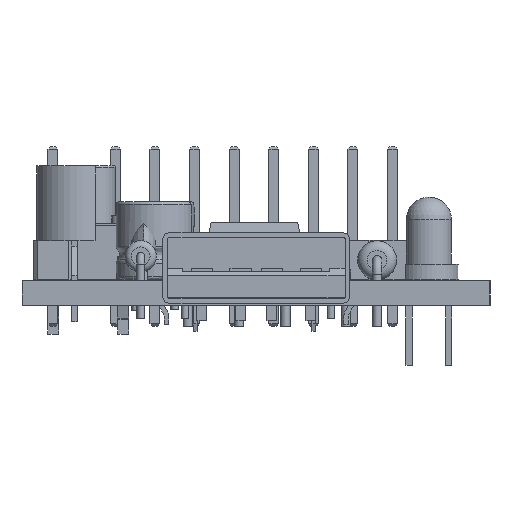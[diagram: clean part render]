
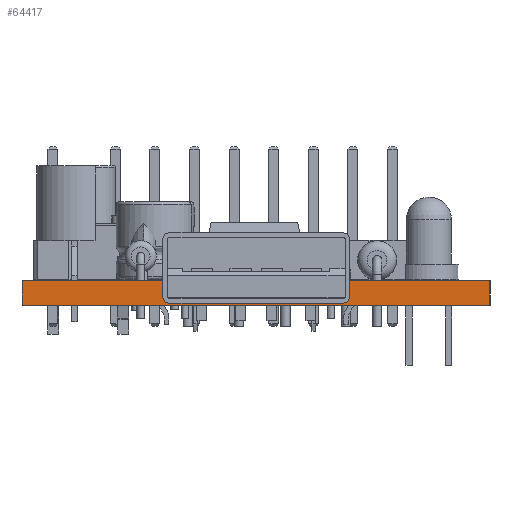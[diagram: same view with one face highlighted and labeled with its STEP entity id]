
A CAD part, left-side view. The second image highlights one B-rep face of the part: STEP entity #64417.
In plain terms, the highlighted planar face has unit normal (-1, 0, 0).
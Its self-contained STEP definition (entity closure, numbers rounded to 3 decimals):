
#64417 = ADVANCED_FACE('',(#64418),#64432,.F.);
#64418 = FACE_BOUND('',#64419,.F.);
#64419 = EDGE_LOOP('',(#64420,#64455,#64483,#64511));
#64420 = ORIENTED_EDGE('',*,*,#64421,.T.);
#64421 = EDGE_CURVE('',#64422,#64424,#64426,.T.);
#64422 = VERTEX_POINT('',#64423);
#64423 = CARTESIAN_POINT('',(122.967,-89.989,0.));
#64424 = VERTEX_POINT('',#64425);
#64425 = CARTESIAN_POINT('',(122.967,-89.989,1.6));
#64426 = SURFACE_CURVE('',#64427,(#64431,#64443),.PCURVE_S1.);
#64427 = LINE('',#64428,#64429);
#64428 = CARTESIAN_POINT('',(122.967,-89.989,0.));
#64429 = VECTOR('',#64430,1.);
#64430 = DIRECTION('',(0.,0.,1.));
#64431 = PCURVE('',#64432,#64437);
#64432 = PLANE('',#64433);
#64433 = AXIS2_PLACEMENT_3D('',#64434,#64435,#64436);
#64434 = CARTESIAN_POINT('',(122.967,-89.989,0.));
#64435 = DIRECTION('',(1.,0.,-0.));
#64436 = DIRECTION('',(0.,-1.,0.));
#64437 = DEFINITIONAL_REPRESENTATION('',(#64438),#64442);
#64438 = LINE('',#64439,#64440);
#64439 = CARTESIAN_POINT('',(0.,0.));
#64440 = VECTOR('',#64441,1.);
#64441 = DIRECTION('',(0.,-1.));
#64442 = ( GEOMETRIC_REPRESENTATION_CONTEXT(2) 
PARAMETRIC_REPRESENTATION_CONTEXT() REPRESENTATION_CONTEXT('2D SPACE',''
  ) );
#64443 = PCURVE('',#64444,#64449);
#64444 = PLANE('',#64445);
#64445 = AXIS2_PLACEMENT_3D('',#64446,#64447,#64448);
#64446 = CARTESIAN_POINT('',(174.035,-89.989,0.));
#64447 = DIRECTION('',(0.,-1.,0.));
#64448 = DIRECTION('',(-1.,0.,0.));
#64449 = DEFINITIONAL_REPRESENTATION('',(#64450),#64454);
#64450 = LINE('',#64451,#64452);
#64451 = CARTESIAN_POINT('',(51.068,0.));
#64452 = VECTOR('',#64453,1.);
#64453 = DIRECTION('',(0.,-1.));
#64454 = ( GEOMETRIC_REPRESENTATION_CONTEXT(2) 
PARAMETRIC_REPRESENTATION_CONTEXT() REPRESENTATION_CONTEXT('2D SPACE',''
  ) );
#64455 = ORIENTED_EDGE('',*,*,#64456,.T.);
#64456 = EDGE_CURVE('',#64424,#64457,#64459,.T.);
#64457 = VERTEX_POINT('',#64458);
#64458 = CARTESIAN_POINT('',(122.967,-120.019,1.6));
#64459 = SURFACE_CURVE('',#64460,(#64464,#64471),.PCURVE_S1.);
#64460 = LINE('',#64461,#64462);
#64461 = CARTESIAN_POINT('',(122.967,-89.989,1.6));
#64462 = VECTOR('',#64463,1.);
#64463 = DIRECTION('',(0.,-1.,0.));
#64464 = PCURVE('',#64432,#64465);
#64465 = DEFINITIONAL_REPRESENTATION('',(#64466),#64470);
#64466 = LINE('',#64467,#64468);
#64467 = CARTESIAN_POINT('',(0.,-1.6));
#64468 = VECTOR('',#64469,1.);
#64469 = DIRECTION('',(1.,0.));
#64470 = ( GEOMETRIC_REPRESENTATION_CONTEXT(2) 
PARAMETRIC_REPRESENTATION_CONTEXT() REPRESENTATION_CONTEXT('2D SPACE',''
  ) );
#64471 = PCURVE('',#64472,#64477);
#64472 = PLANE('',#64473);
#64473 = AXIS2_PLACEMENT_3D('',#64474,#64475,#64476);
#64474 = CARTESIAN_POINT('',(148.501,-105.004,1.6));
#64475 = DIRECTION('',(0.,0.,1.));
#64476 = DIRECTION('',(1.,0.,-0.));
#64477 = DEFINITIONAL_REPRESENTATION('',(#64478),#64482);
#64478 = LINE('',#64479,#64480);
#64479 = CARTESIAN_POINT('',(-25.534,15.015));
#64480 = VECTOR('',#64481,1.);
#64481 = DIRECTION('',(0.,-1.));
#64482 = ( GEOMETRIC_REPRESENTATION_CONTEXT(2) 
PARAMETRIC_REPRESENTATION_CONTEXT() REPRESENTATION_CONTEXT('2D SPACE',''
  ) );
#64483 = ORIENTED_EDGE('',*,*,#64484,.F.);
#64484 = EDGE_CURVE('',#64485,#64457,#64487,.T.);
#64485 = VERTEX_POINT('',#64486);
#64486 = CARTESIAN_POINT('',(122.967,-120.019,0.));
#64487 = SURFACE_CURVE('',#64488,(#64492,#64499),.PCURVE_S1.);
#64488 = LINE('',#64489,#64490);
#64489 = CARTESIAN_POINT('',(122.967,-120.019,0.));
#64490 = VECTOR('',#64491,1.);
#64491 = DIRECTION('',(0.,0.,1.));
#64492 = PCURVE('',#64432,#64493);
#64493 = DEFINITIONAL_REPRESENTATION('',(#64494),#64498);
#64494 = LINE('',#64495,#64496);
#64495 = CARTESIAN_POINT('',(30.03,0.));
#64496 = VECTOR('',#64497,1.);
#64497 = DIRECTION('',(0.,-1.));
#64498 = ( GEOMETRIC_REPRESENTATION_CONTEXT(2) 
PARAMETRIC_REPRESENTATION_CONTEXT() REPRESENTATION_CONTEXT('2D SPACE',''
  ) );
#64499 = PCURVE('',#64500,#64505);
#64500 = PLANE('',#64501);
#64501 = AXIS2_PLACEMENT_3D('',#64502,#64503,#64504);
#64502 = CARTESIAN_POINT('',(122.967,-120.019,0.));
#64503 = DIRECTION('',(0.,1.,0.));
#64504 = DIRECTION('',(1.,0.,0.));
#64505 = DEFINITIONAL_REPRESENTATION('',(#64506),#64510);
#64506 = LINE('',#64507,#64508);
#64507 = CARTESIAN_POINT('',(0.,0.));
#64508 = VECTOR('',#64509,1.);
#64509 = DIRECTION('',(0.,-1.));
#64510 = ( GEOMETRIC_REPRESENTATION_CONTEXT(2) 
PARAMETRIC_REPRESENTATION_CONTEXT() REPRESENTATION_CONTEXT('2D SPACE',''
  ) );
#64511 = ORIENTED_EDGE('',*,*,#64512,.F.);
#64512 = EDGE_CURVE('',#64422,#64485,#64513,.T.);
#64513 = SURFACE_CURVE('',#64514,(#64518,#64525),.PCURVE_S1.);
#64514 = LINE('',#64515,#64516);
#64515 = CARTESIAN_POINT('',(122.967,-89.989,0.));
#64516 = VECTOR('',#64517,1.);
#64517 = DIRECTION('',(0.,-1.,0.));
#64518 = PCURVE('',#64432,#64519);
#64519 = DEFINITIONAL_REPRESENTATION('',(#64520),#64524);
#64520 = LINE('',#64521,#64522);
#64521 = CARTESIAN_POINT('',(0.,0.));
#64522 = VECTOR('',#64523,1.);
#64523 = DIRECTION('',(1.,0.));
#64524 = ( GEOMETRIC_REPRESENTATION_CONTEXT(2) 
PARAMETRIC_REPRESENTATION_CONTEXT() REPRESENTATION_CONTEXT('2D SPACE',''
  ) );
#64525 = PCURVE('',#64526,#64531);
#64526 = PLANE('',#64527);
#64527 = AXIS2_PLACEMENT_3D('',#64528,#64529,#64530);
#64528 = CARTESIAN_POINT('',(148.501,-105.004,0.));
#64529 = DIRECTION('',(0.,0.,1.));
#64530 = DIRECTION('',(1.,0.,-0.));
#64531 = DEFINITIONAL_REPRESENTATION('',(#64532),#64536);
#64532 = LINE('',#64533,#64534);
#64533 = CARTESIAN_POINT('',(-25.534,15.015));
#64534 = VECTOR('',#64535,1.);
#64535 = DIRECTION('',(0.,-1.));
#64536 = ( GEOMETRIC_REPRESENTATION_CONTEXT(2) 
PARAMETRIC_REPRESENTATION_CONTEXT() REPRESENTATION_CONTEXT('2D SPACE',''
  ) );
